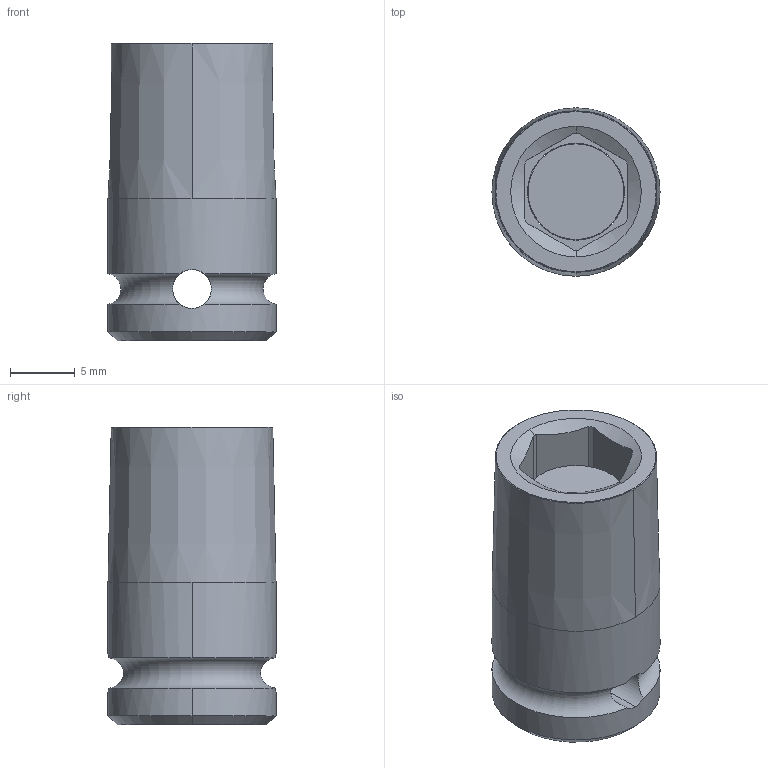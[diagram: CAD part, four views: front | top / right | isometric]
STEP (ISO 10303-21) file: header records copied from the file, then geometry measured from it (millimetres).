
FILE_DESCRIPTION((''),'2;1');
FILE_NAME('4027110508','2023-08-21T13:54:09',('A00565553'),(''),'CREO PARAMETRIC BY PTC INC, 2022414','CREO PARAMETRIC BY PTC INC, 2022414','');
FILE_SCHEMA(('CONFIG_CONTROL_DESIGN','GEOMETRIC_VALIDATION_PROPERTIES_MIM'));
Length unit declared in the file: millimetre
Products named in the file (1): 4027110508
Bounding box: 13 x 13 x 23 mm (x, y, z)
Volume: 2060.2 mm3; surface area: 1914 mm2
Topology: 2 solids, 2 shells, 65 faces, 169 edges, 106 vertices
Faces by surface type: plane 24, cylinder 23, cone 16, torus 2
Entity records: 2333 total; most frequent: CARTESIAN_POINT 632, ORIENTED_EDGE 338, DIRECTION 330, EDGE_CURVE 169, AXIS2_PLACEMENT_3D 133, VERTEX_POINT 106, EDGE_LOOP 69, CIRCLE 68
